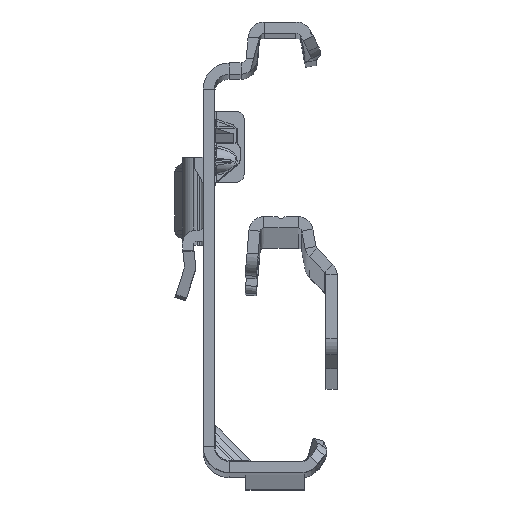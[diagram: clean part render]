
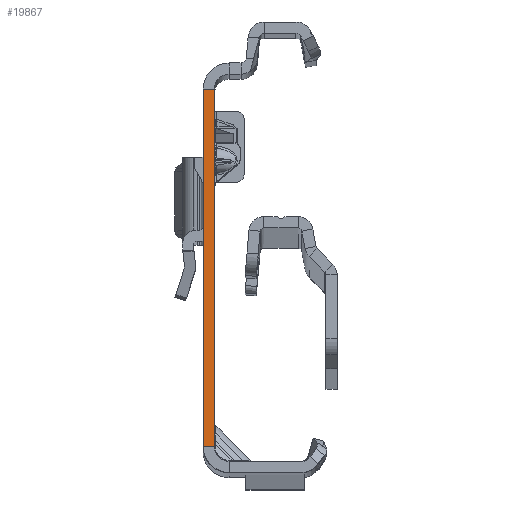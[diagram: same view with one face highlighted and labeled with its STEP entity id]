
A CAD part, top view. The second image highlights one B-rep face of the part: STEP entity #19867.
In plain terms, the highlighted planar face has unit normal (0, 0, 1).
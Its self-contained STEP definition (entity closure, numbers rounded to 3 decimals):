
#439 = CARTESIAN_POINT ( 'NONE',  ( 0., 22.135, 0. ) ) ;
#610 = FACE_OUTER_BOUND ( 'NONE', #38895, .T. ) ;
#2932 = VECTOR ( 'NONE', #24249, 1000. ) ;
#7028 = AXIS2_PLACEMENT_3D ( 'NONE', #19345, #11559, #34187 ) ;
#11350 = ORIENTED_EDGE ( 'NONE', *, *, #40056, .F. ) ;
#11559 = DIRECTION ( 'NONE',  ( 0., 0., 1. ) ) ;
#11878 = DIRECTION ( 'NONE',  ( 0., -1., 0. ) ) ;
#11949 = VERTEX_POINT ( 'NONE', #38201 ) ;
#13379 = VERTEX_POINT ( 'NONE', #45214 ) ;
#14511 = ORIENTED_EDGE ( 'NONE', *, *, #40553, .F. ) ;
#17255 = VECTOR ( 'NONE', #11878, 1000. ) ;
#17902 = VERTEX_POINT ( 'NONE', #33721 ) ;
#19345 = CARTESIAN_POINT ( 'NONE',  ( -1.5, -27.865, 0. ) ) ;
#19639 = CARTESIAN_POINT ( 'NONE',  ( -1.5, -27.865, 0. ) ) ;
#19867 = ADVANCED_FACE ( 'NONE', ( #610 ), #22480, .T. ) ;
#21764 = LINE ( 'NONE', #47089, #24989 ) ;
#22078 = ORIENTED_EDGE ( 'NONE', *, *, #46028, .T. ) ;
#22480 = PLANE ( 'NONE',  #7028 ) ;
#23037 = LINE ( 'NONE', #439, #31961 ) ;
#24249 = DIRECTION ( 'NONE',  ( 0., -1., 0. ) ) ;
#24989 = VECTOR ( 'NONE', #47318, 1000. ) ;
#26956 = CARTESIAN_POINT ( 'NONE',  ( 0., -27.865, 0. ) ) ;
#29260 = ORIENTED_EDGE ( 'NONE', *, *, #39924, .T. ) ;
#30120 = DIRECTION ( 'NONE',  ( -1., 0., 0. ) ) ;
#31961 = VECTOR ( 'NONE', #30120, 1000. ) ;
#33721 = CARTESIAN_POINT ( 'NONE',  ( -1.5, -25.865, 0. ) ) ;
#34187 = DIRECTION ( 'NONE',  ( 1., 0., 0. ) ) ;
#35481 = VERTEX_POINT ( 'NONE', #45804 ) ;
#38127 = LINE ( 'NONE', #19639, #2932 ) ;
#38201 = CARTESIAN_POINT ( 'NONE',  ( -1.5, 22.135, 0. ) ) ;
#38895 = EDGE_LOOP ( 'NONE', ( #11350, #29260, #22078, #14511 ) ) ;
#39924 = EDGE_CURVE ( 'NONE', #35481, #11949, #23037, .T. ) ;
#40056 = EDGE_CURVE ( 'NONE', #35481, #13379, #45184, .T. ) ;
#40553 = EDGE_CURVE ( 'NONE', #13379, #17902, #21764, .T. ) ;
#45184 = LINE ( 'NONE', #26956, #17255 ) ;
#45214 = CARTESIAN_POINT ( 'NONE',  ( 0., -25.865, 0. ) ) ;
#45804 = CARTESIAN_POINT ( 'NONE',  ( 0., 22.135, 0. ) ) ;
#46028 = EDGE_CURVE ( 'NONE', #11949, #17902, #38127, .T. ) ;
#47089 = CARTESIAN_POINT ( 'NONE',  ( 0., -25.865, 0. ) ) ;
#47318 = DIRECTION ( 'NONE',  ( -1., 0., 0. ) ) ;
